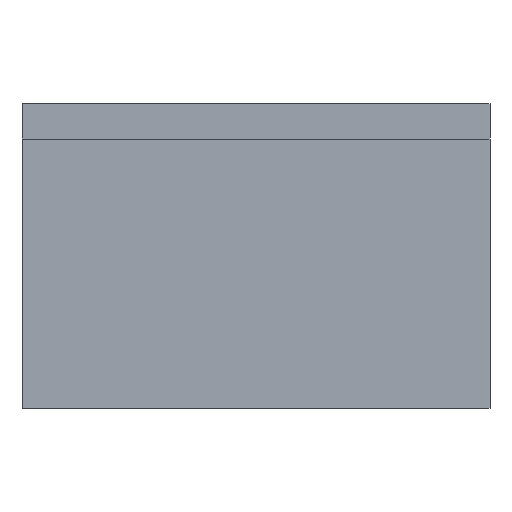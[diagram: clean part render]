
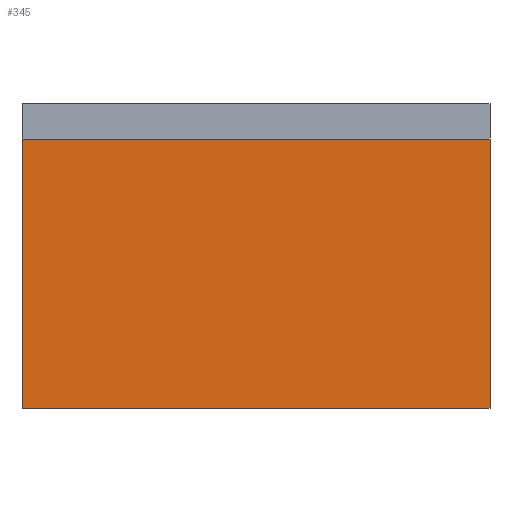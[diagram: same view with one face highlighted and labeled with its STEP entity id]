
A CAD part, front view. The second image highlights one B-rep face of the part: STEP entity #345.
In plain terms, the highlighted planar face has unit normal (0, -1, 0).
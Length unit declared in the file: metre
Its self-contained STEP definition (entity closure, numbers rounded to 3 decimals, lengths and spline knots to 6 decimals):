
#36=ORIENTED_EDGE('',*,*,#130,.T.);
#37=ORIENTED_EDGE('',*,*,#131,.F.);
#38=ORIENTED_EDGE('',*,*,#132,.F.);
#39=ORIENTED_EDGE('',*,*,#121,.T.);
#121=EDGE_CURVE('',#170,#168,#201,.T.);
#130=EDGE_CURVE('',#168,#176,#210,.T.);
#131=EDGE_CURVE('',#177,#176,#211,.T.);
#132=EDGE_CURVE('',#170,#177,#212,.T.);
#168=VERTEX_POINT('',#506);
#170=VERTEX_POINT('',#509);
#176=VERTEX_POINT('',#525);
#177=VERTEX_POINT('',#527);
#201=LINE('',#508,#249);
#210=LINE('',#524,#258);
#211=LINE('',#526,#259);
#212=LINE('',#528,#260);
#249=VECTOR('',#412,1.);
#258=VECTOR('',#423,1.);
#259=VECTOR('',#424,1.);
#260=VECTOR('',#425,1.);
#288=EDGE_LOOP('',(#36,#37,#38,#39));
#308=FACE_BOUND('',#288,.T.);
#327=PLANE('',#376);
#345=ADVANCED_FACE('',(#308),#327,.F.);
#376=AXIS2_PLACEMENT_3D('',#523,#421,#422);
#412=DIRECTION('',(0.,0.,-1.));
#421=DIRECTION('',(0.,1.,0.));
#422=DIRECTION('',(0.,0.,1.));
#423=DIRECTION('',(1.,0.,0.));
#424=DIRECTION('',(0.,0.,-1.));
#425=DIRECTION('',(1.,0.,0.));
#506=CARTESIAN_POINT('',(0.,0.,0.));
#508=CARTESIAN_POINT('',(0.,0.,0.023));
#509=CARTESIAN_POINT('',(0.,0.,0.023));
#523=CARTESIAN_POINT('',(0.02,0.,0.023));
#524=CARTESIAN_POINT('',(0.02,0.,0.));
#525=CARTESIAN_POINT('',(0.04,0.,0.));
#526=CARTESIAN_POINT('',(0.04,0.,0.023));
#527=CARTESIAN_POINT('',(0.04,0.,0.023));
#528=CARTESIAN_POINT('',(0.02,0.,0.023));
